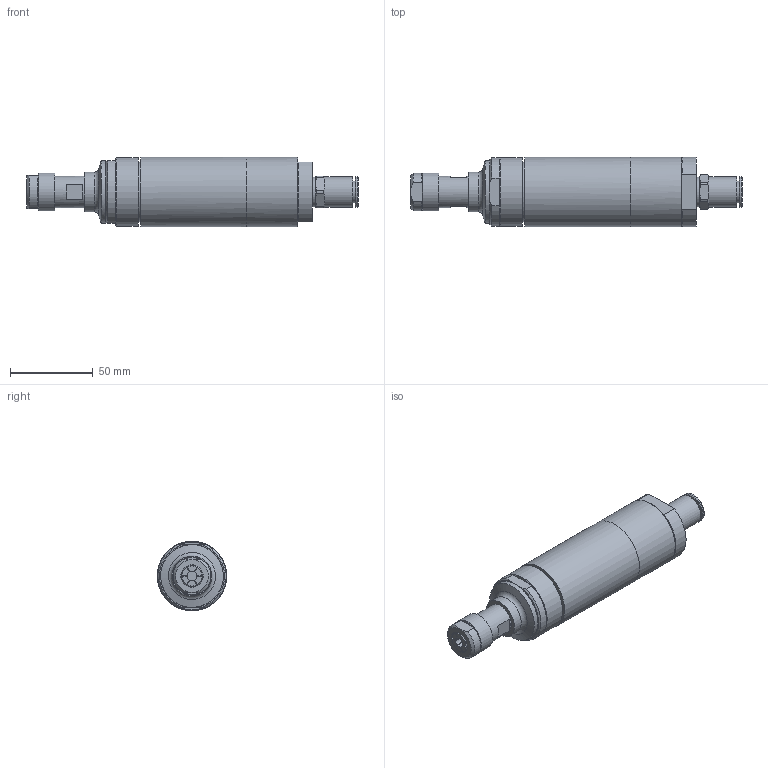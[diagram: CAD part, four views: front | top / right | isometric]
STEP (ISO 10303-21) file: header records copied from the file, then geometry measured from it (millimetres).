
FILE_DESCRIPTION(/* description */ (''),/* implementation_level */ '2;1');
FILE_NAME(/* name */ 'EBM 5200 S_29937637.stp',/* time_stamp */ '2019-01-07T16:17:49+01:00',/* author */ ('flambert'),/* organization */ (''),/* preprocessor_version */ 'ST-DEVELOPER v17',/* originating_system */ 'Autodesk Inventor 2018',/* authorisation */ '');
FILE_SCHEMA (('AUTOMOTIVE_DESIGN { 1 0 10303 214 3 1 1 }'));
Length unit declared in the file: millimetre
Products named in the file (1): EBM 5200 S_29937637
Bounding box: 200.97 x 42 x 42 mm (x, y, z)
Volume: 194339.5 mm3; surface area: 30569.3 mm2
Topology: 1 solids, 2 shells, 218 faces, 654 edges, 420 vertices
Faces by surface type: plane 99, cone 62, cylinder 55, torus 2
Full cylindrical faces by diameter (mm): 6 x1, 12 x1, 13.2 x2, 17.917 x1, 18 x1, 18.5 x2, 19 x2, 23 x1, 24 x1, 35.928 x1, 36 x2, 38 x1, 41.5 x1, 42 x2
Entity records: 7750 total; most frequent: CARTESIAN_POINT 1700, ORIENTED_EDGE 1308, DIRECTION 1222, EDGE_CURVE 654, AXIS2_PLACEMENT_3D 514, VERTEX_POINT 420, CIRCLE 295, EDGE_LOOP 236
